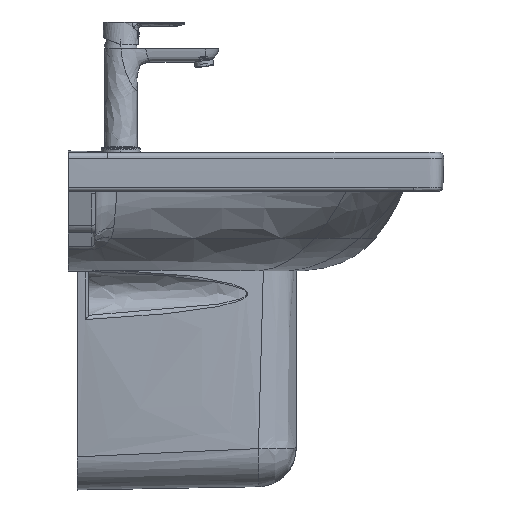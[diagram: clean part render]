
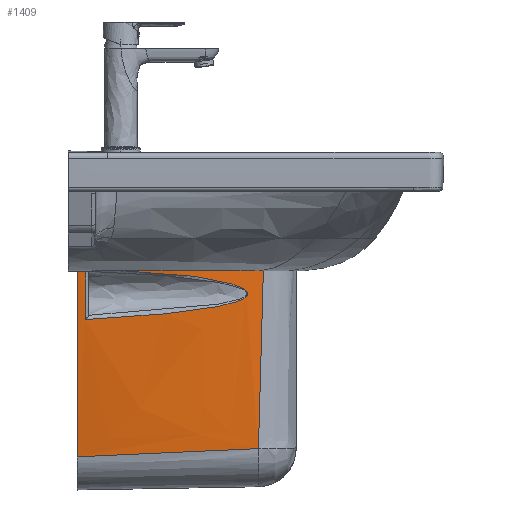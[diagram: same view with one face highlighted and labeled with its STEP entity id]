
A CAD part, left-side view. The second image highlights one B-rep face of the part: STEP entity #1409.
In plain terms, the highlighted free-form (B-spline) face has degree [3, 3] with [4, 4] control points.
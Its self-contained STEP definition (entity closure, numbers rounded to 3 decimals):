
#54=FACE_BOUND('',#2599,.T.);
#1409=ADVANCED_FACE('',(#1989,#54),#8865,.T.);
#1989=FACE_OUTER_BOUND('',#2598,.T.);
#2598=EDGE_LOOP('',(#5215,#5216,#5217,#5218));
#2599=EDGE_LOOP('',(#5219,#5220));
#5215=ORIENTED_EDGE('',*,*,#6784,.T.);
#5216=ORIENTED_EDGE('',*,*,#6719,.T.);
#5217=ORIENTED_EDGE('',*,*,#6720,.T.);
#5218=ORIENTED_EDGE('',*,*,#6721,.T.);
#5219=ORIENTED_EDGE('',*,*,#6716,.T.);
#5220=ORIENTED_EDGE('',*,*,#6712,.T.);
#6712=EDGE_CURVE('',#8559,#8558,#7690,.T.);
#6716=EDGE_CURVE('',#8558,#8559,#7694,.T.);
#6719=EDGE_CURVE('',#8564,#8565,#7696,.T.);
#6720=EDGE_CURVE('',#8565,#8566,#7697,.T.);
#6721=EDGE_CURVE('',#8566,#8563,#7698,.T.);
#6784=EDGE_CURVE('',#8563,#8564,#7745,.T.);
#7690=B_SPLINE_CURVE_WITH_KNOTS('',3,(#133102,#133103,#133104,#133105,#133106,
#133107,#133108,#133109,#133110,#133111,#133112,#133113,#133114,#133115,
#133116,#133117,#133118,#133119,#133120,#133121,#133122,#133123,#133124,
#133125,#133126,#133127,#133128,#133129,#133130,#133131,#133132,#133133,
#133134),.UNSPECIFIED.,.F.,.F.,(4,1,1,1,1,1,1,1,1,1,1,1,1,1,1,1,1,1,1,1,
1,1,1,1,1,1,1,1,1,1,4),(1.086,7.218,13.35,
14.372,15.394,16.416,19.482,20.504,
21.015,21.271,21.526,21.867,22.207,
22.378,22.463,22.548,22.718,22.889,
23.229,23.57,23.698,23.826,24.081,
24.592,25.614,27.147,28.68,31.746,
34.812,37.878,44.01),.UNSPECIFIED.);
#7694=B_SPLINE_CURVE_WITH_KNOTS('',3,(#133151,#133152,#133153,#133154),
 .UNSPECIFIED.,.F.,.F.,(4,4),(17.69,24.377),
 .UNSPECIFIED.);
#7696=B_SPLINE_CURVE_WITH_KNOTS('',3,(#133164,#133165,#133166,#133167),
 .UNSPECIFIED.,.F.,.F.,(4,4),(-241.837,0.),.UNSPECIFIED.);
#7697=B_SPLINE_CURVE_WITH_KNOTS('',3,(#133168,#133169,#133170,#133171),
 .UNSPECIFIED.,.F.,.F.,(4,4),(0.,265.777),.UNSPECIFIED.);
#7698=B_SPLINE_CURVE_WITH_KNOTS('',3,(#133172,#133173,#133174,#133175),
 .UNSPECIFIED.,.F.,.F.,(4,4),(0.,232.077),.UNSPECIFIED.);
#7745=B_SPLINE_CURVE_WITH_KNOTS('',3,(#133684,#133685,#133686,#133687,#133688,
#133689,#133690,#133691,#133692,#133693),.UNSPECIFIED.,.F.,.F.,(4,1,1,1,
1,1,1,4),(0.,0.45,0.901,1.802,3.603,
7.206,14.413,25.222),.UNSPECIFIED.);
#8558=VERTEX_POINT('',#132973);
#8559=VERTEX_POINT('',#132974);
#8563=VERTEX_POINT('',#132978);
#8564=VERTEX_POINT('',#132979);
#8565=VERTEX_POINT('',#132980);
#8566=VERTEX_POINT('',#132981);
#8865=B_SPLINE_SURFACE_WITH_KNOTS('',3,3,((#131644,#131645,#131646,#131647),
(#131648,#131649,#131650,#131651),(#131652,#131653,#131654,#131655),(#131656,
#131657,#131658,#131659)),.UNSPECIFIED.,.F.,.F.,.F.,(4,4),(4,4),(0.,265.777),
(0.,241.837),.UNSPECIFIED.);
#131644=CARTESIAN_POINT('',(-122.307,228.71,-43.883));
#131645=CARTESIAN_POINT('',(-109.528,149.117,-43.897));
#131646=CARTESIAN_POINT('',(-96.749,69.524,-43.91));
#131647=CARTESIAN_POINT('',(-83.97,-10.069,-43.924));
#131648=CARTESIAN_POINT('',(-108.848,228.708,-131.447));
#131649=CARTESIAN_POINT('',(-99.92,149.115,-130.258));
#131650=CARTESIAN_POINT('',(-90.992,69.523,-129.069));
#131651=CARTESIAN_POINT('',(-82.064,-10.069,-127.88));
#131652=CARTESIAN_POINT('',(-85.518,228.704,-283.229));
#131653=CARTESIAN_POINT('',(-83.264,149.113,-278.829));
#131654=CARTESIAN_POINT('',(-81.01,69.521,-274.43));
#131655=CARTESIAN_POINT('',(-78.756,-10.07,-270.03));
#131656=CARTESIAN_POINT('',(-81.929,228.704,-306.575));
#131657=CARTESIAN_POINT('',(-80.703,149.112,-302.981));
#131658=CARTESIAN_POINT('',(-79.477,69.521,-299.387));
#131659=CARTESIAN_POINT('',(-78.252,-10.07,-295.793));
#132973=CARTESIAN_POINT('',(-107.683,218.143,-131.127));
#132974=CARTESIAN_POINT('',(-117.46,217.977,-64.98));
#132978=CARTESIAN_POINT('',(-78.359,-3.11,-296.107));
#132979=CARTESIAN_POINT('',(-83.97,-10.069,-43.924));
#132980=CARTESIAN_POINT('',(-122.307,228.71,-43.883));
#132981=CARTESIAN_POINT('',(-81.929,228.704,-306.575));
#133102=CARTESIAN_POINT('',(-117.46,217.977,-64.98));
#133103=CARTESIAN_POINT('',(-114.355,197.787,-65.578));
#133104=CARTESIAN_POINT('',(-108.094,157.427,-67.415));
#133105=CARTESIAN_POINT('',(-101.309,113.784,-71.171));
#133106=CARTESIAN_POINT('',(-97.191,87.072,-74.527));
#133107=CARTESIAN_POINT('',(-95.655,77.08,-75.924));
#133108=CARTESIAN_POINT('',(-93.104,60.43,-78.546));
#133109=CARTESIAN_POINT('',(-90.554,43.647,-81.782));
#133110=CARTESIAN_POINT('',(-88.366,29.174,-85.984));
#133111=CARTESIAN_POINT('',(-87.529,23.655,-88.007));
#133112=CARTESIAN_POINT('',(-87.057,20.564,-89.328));
#133113=CARTESIAN_POINT('',(-86.669,18.038,-90.546));
#133114=CARTESIAN_POINT('',(-86.245,15.318,-92.126));
#133115=CARTESIAN_POINT('',(-85.889,13.114,-93.862));
#133116=CARTESIAN_POINT('',(-85.67,11.874,-95.432));
#133117=CARTESIAN_POINT('',(-85.568,11.369,-96.447));
#133118=CARTESIAN_POINT('',(-85.487,11.04,-97.54));
#133119=CARTESIAN_POINT('',(-85.44,11.077,-99.));
#133120=CARTESIAN_POINT('',(-85.496,12.085,-101.096));
#133121=CARTESIAN_POINT('',(-85.695,14.2,-103.07));
#133122=CARTESIAN_POINT('',(-85.932,16.508,-104.507));
#133123=CARTESIAN_POINT('',(-86.117,18.262,-105.427));
#133124=CARTESIAN_POINT('',(-86.28,19.794,-106.167));
#133125=CARTESIAN_POINT('',(-86.575,22.534,-107.352));
#133126=CARTESIAN_POINT('',(-87.183,28.129,-109.375));
#133127=CARTESIAN_POINT('',(-88.259,37.923,-112.125));
#133128=CARTESIAN_POINT('',(-89.72,51.234,-114.981));
#133129=CARTESIAN_POINT('',(-91.911,71.272,-118.425));
#133130=CARTESIAN_POINT('',(-94.644,96.476,-121.75));
#133131=CARTESIAN_POINT('',(-97.91,126.836,-124.876));
#133132=CARTESIAN_POINT('',(-102.255,167.412,-128.235));
#133133=CARTESIAN_POINT('',(-105.505,197.842,-130.09));
#133134=CARTESIAN_POINT('',(-107.683,218.143,-131.127));
#133151=CARTESIAN_POINT('',(-107.683,218.143,-131.127));
#133152=CARTESIAN_POINT('',(-110.944,218.087,-109.078));
#133153=CARTESIAN_POINT('',(-114.203,218.032,-87.029));
#133154=CARTESIAN_POINT('',(-117.46,217.977,-64.98));
#133164=CARTESIAN_POINT('',(-83.97,-10.069,-43.924));
#133165=CARTESIAN_POINT('',(-96.749,69.524,-43.91));
#133166=CARTESIAN_POINT('',(-109.528,149.117,-43.897));
#133167=CARTESIAN_POINT('',(-122.307,228.71,-43.883));
#133168=CARTESIAN_POINT('',(-122.307,228.71,-43.883));
#133169=CARTESIAN_POINT('',(-108.848,228.708,-131.447));
#133170=CARTESIAN_POINT('',(-85.518,228.704,-283.229));
#133171=CARTESIAN_POINT('',(-81.929,228.704,-306.575));
#133172=CARTESIAN_POINT('',(-81.929,228.704,-306.575));
#133173=CARTESIAN_POINT('',(-80.739,151.432,-303.086));
#133174=CARTESIAN_POINT('',(-79.549,74.161,-299.596));
#133175=CARTESIAN_POINT('',(-78.359,-3.11,-296.107));
#133684=CARTESIAN_POINT('',(-78.359,-3.11,-296.107));
#133685=CARTESIAN_POINT('',(-78.392,-3.149,-294.648));
#133686=CARTESIAN_POINT('',(-78.462,-3.227,-291.679));
#133687=CARTESIAN_POINT('',(-78.608,-3.387,-285.71));
#133688=CARTESIAN_POINT('',(-78.869,-3.673,-275.224));
#133689=CARTESIAN_POINT('',(-79.394,-4.252,-254.219));
#133690=CARTESIAN_POINT('',(-80.426,-5.423,-212.177));
#133691=CARTESIAN_POINT('',(-82.089,-7.435,-140.079));
#133692=CARTESIAN_POINT('',(-83.307,-9.096,-79.991));
#133693=CARTESIAN_POINT('',(-83.97,-10.069,-43.924));
